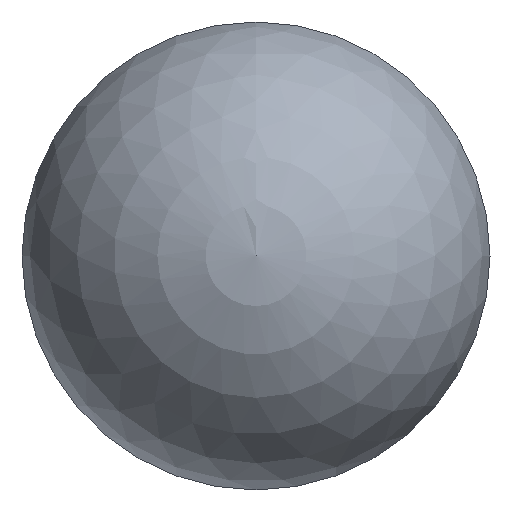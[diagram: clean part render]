
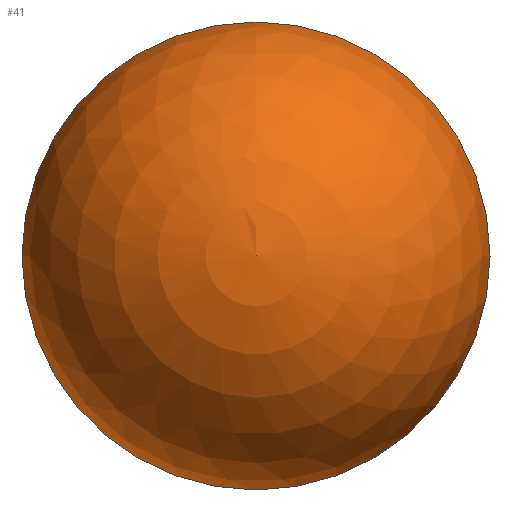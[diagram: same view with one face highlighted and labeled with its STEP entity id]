
A CAD part, top view. The second image highlights one B-rep face of the part: STEP entity #41.
In plain terms, the highlighted spherical face has radius 11 mm.
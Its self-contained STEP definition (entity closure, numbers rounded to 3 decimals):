
#41 = ADVANCED_FACE( '', ( #92 ), #93, .T. );
#92 = FACE_OUTER_BOUND( '', #165, .T. );
#93 = SPHERICAL_SURFACE( '', #166, 11. );
#165 = EDGE_LOOP( '', ( #232 ) );
#166 = AXIS2_PLACEMENT_3D( '', #233, #234, #235 );
#232 = ORIENTED_EDGE( '', *, *, #331, .T. );
#233 = CARTESIAN_POINT( '', ( 0., 0., 29. ) );
#234 = DIRECTION( '', ( 0., 0., 1. ) );
#235 = DIRECTION( '', ( 0., 1., 0. ) );
#331 = EDGE_CURVE( '', #364, #364, #365, .T. );
#364 = VERTEX_POINT( '', #411 );
#365 = CIRCLE( '', #412, 10.986 );
#411 = CARTESIAN_POINT( '', ( 10.986, 0., 29.546 ) );
#412 = AXIS2_PLACEMENT_3D( '', #457, #458, #459 );
#457 = CARTESIAN_POINT( '', ( 0., 0., 29.546 ) );
#458 = DIRECTION( '', ( 0., 0., 1. ) );
#459 = DIRECTION( '', ( 1., 0., 0. ) );
